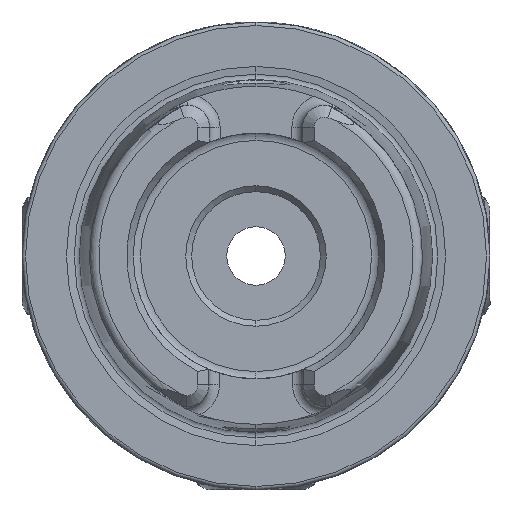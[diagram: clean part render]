
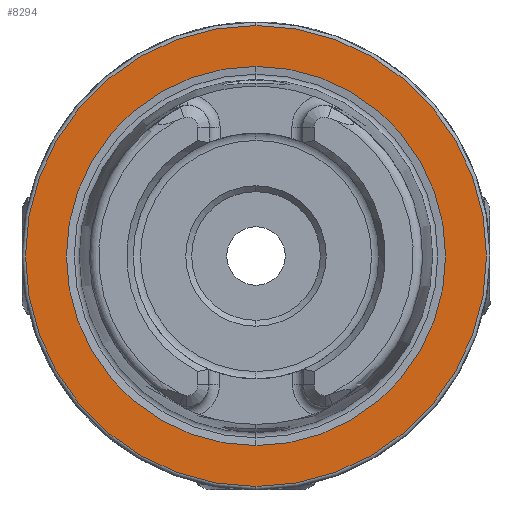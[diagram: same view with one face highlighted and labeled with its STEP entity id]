
A CAD part, left-side view. The second image highlights one B-rep face of the part: STEP entity #8294.
In plain terms, the highlighted planar face has unit normal (-1, 0, 0).
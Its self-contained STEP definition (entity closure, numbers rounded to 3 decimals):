
#192 = VERTEX_POINT ( 'NONE', #4978 ) ;
#267 = VERTEX_POINT ( 'NONE', #4482 ) ;
#607 = EDGE_CURVE ( 'NONE', #3304, #267, #2784, .T. ) ;
#624 = PLANE ( 'NONE',  #7689 ) ;
#747 = EDGE_CURVE ( 'NONE', #267, #3304, #975, .T. ) ;
#901 = ORIENTED_EDGE ( 'NONE', *, *, #5792, .T. ) ;
#975 = CIRCLE ( 'NONE', #7251, 16.207 ) ;
#1138 = ORIENTED_EDGE ( 'NONE', *, *, #607, .F. ) ;
#1273 = CIRCLE ( 'NONE', #3258, 19.7 ) ;
#1468 = FACE_BOUND ( 'NONE', #4732, .T. ) ;
#1875 = FACE_OUTER_BOUND ( 'NONE', #3108, .T. ) ;
#2085 = CIRCLE ( 'NONE', #4668, 19.7 ) ;
#2262 = DIRECTION ( 'NONE',  ( -1., 0., 0. ) ) ;
#2333 = CARTESIAN_POINT ( 'NONE',  ( 0., 0., 16.207 ) ) ;
#2350 = CARTESIAN_POINT ( 'NONE',  ( 0., 0., 19.7 ) ) ;
#2784 = CIRCLE ( 'NONE', #6640, 16.207 ) ;
#2988 = DIRECTION ( 'NONE',  ( 0., 0., 1. ) ) ;
#3023 = DIRECTION ( 'NONE',  ( 0., 0., 1. ) ) ;
#3108 = EDGE_LOOP ( 'NONE', ( #5468, #901 ) ) ;
#3258 = AXIS2_PLACEMENT_3D ( 'NONE', #5569, #6982, #3023 ) ;
#3304 = VERTEX_POINT ( 'NONE', #2333 ) ;
#3433 = CARTESIAN_POINT ( 'NONE',  ( 0., 19.7, 0. ) ) ;
#3527 = CARTESIAN_POINT ( 'NONE',  ( 0., 0., 0. ) ) ;
#4103 = ORIENTED_EDGE ( 'NONE', *, *, #747, .F. ) ;
#4158 = DIRECTION ( 'NONE',  ( 0., 0., -1. ) ) ;
#4299 = CARTESIAN_POINT ( 'NONE',  ( 0., 0., 0. ) ) ;
#4482 = CARTESIAN_POINT ( 'NONE',  ( 0., 0., -16.207 ) ) ;
#4668 = AXIS2_PLACEMENT_3D ( 'NONE', #4676, #7354, #8102 ) ;
#4676 = CARTESIAN_POINT ( 'NONE',  ( 0., 0., 0. ) ) ;
#4732 = EDGE_LOOP ( 'NONE', ( #1138, #4103 ) ) ;
#4978 = CARTESIAN_POINT ( 'NONE',  ( 0., 0., -19.7 ) ) ;
#5468 = ORIENTED_EDGE ( 'NONE', *, *, #8686, .T. ) ;
#5505 = DIRECTION ( 'NONE',  ( 1., 0., 0. ) ) ;
#5569 = CARTESIAN_POINT ( 'NONE',  ( 0., 0., 0. ) ) ;
#5792 = EDGE_CURVE ( 'NONE', #192, #6394, #1273, .T. ) ;
#6394 = VERTEX_POINT ( 'NONE', #2350 ) ;
#6640 = AXIS2_PLACEMENT_3D ( 'NONE', #3527, #8201, #6938 ) ;
#6938 = DIRECTION ( 'NONE',  ( 0., 0., 1. ) ) ;
#6982 = DIRECTION ( 'NONE',  ( -1., 0., 0. ) ) ;
#7251 = AXIS2_PLACEMENT_3D ( 'NONE', #4299, #2262, #2988 ) ;
#7354 = DIRECTION ( 'NONE',  ( -1., 0., 0. ) ) ;
#7689 = AXIS2_PLACEMENT_3D ( 'NONE', #3433, #5505, #4158 ) ;
#8102 = DIRECTION ( 'NONE',  ( 0., 0., 1. ) ) ;
#8201 = DIRECTION ( 'NONE',  ( -1., 0., 0. ) ) ;
#8294 = ADVANCED_FACE ( 'NONE', ( #1468, #1875 ), #624, .F. ) ;
#8686 = EDGE_CURVE ( 'NONE', #6394, #192, #2085, .T. ) ;
